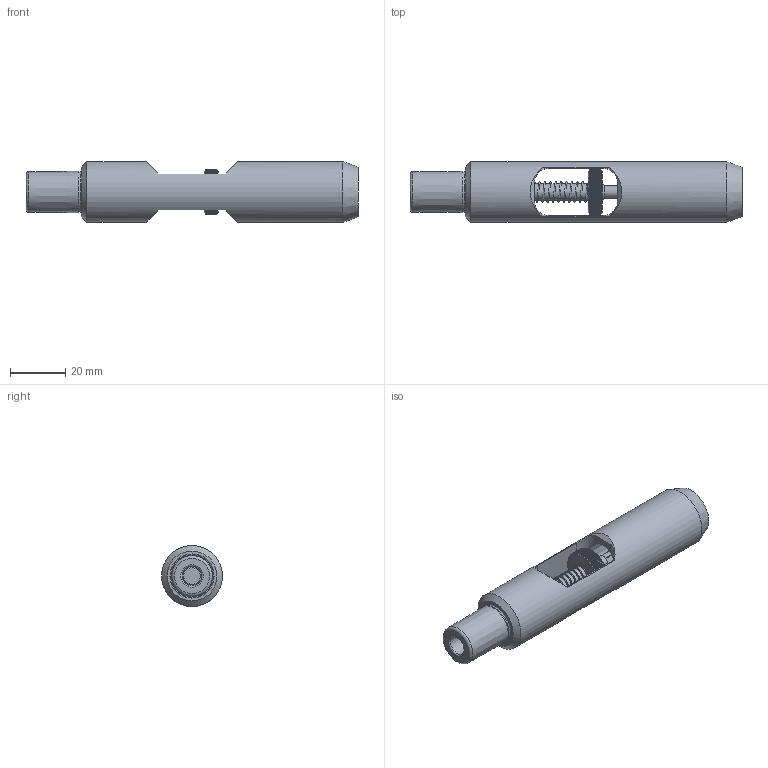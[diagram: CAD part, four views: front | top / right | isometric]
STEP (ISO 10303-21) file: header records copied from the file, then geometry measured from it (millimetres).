
FILE_DESCRIPTION( ( 'Unknown' ), '1' );
FILE_NAME( '761915000-B.stp', 'Unknown', ( 'Unknown' ), ( 'Unknown' ), 'PSStep 15.0.49', 'Unknown', ' ' );
FILE_SCHEMA( ( 'AUTOMOTIVE_DESIGN { 1 0 10303 214 1 1 1 1 }' ) );
Length unit declared in the file: millimetre
Products named in the file (6): Assem1; 0004320; 0007711; 0007744-oa0; 0007697; rw_6_fitted
Assembly tree (5 placements, depth 2):
  Assem1
    0004320
    0007711
    0007744-oa0
    0007697
    rw_6_fitted
Bounding box: 120 x 22 x 22 mm (x, y, z)
Volume: 24078.3 mm3; surface area: 13275.9 mm2
Topology: 5 solids, 5 shells, 517 faces, 1513 edges, 1005 vertices
Faces by surface type: plane 336, cylinder 162, cone 11, torus 7, bspline 1
Full cylindrical faces by diameter (mm): 4.5 x1, 4.917 x1, 6 x3, 6.1 x1, 7.2 x1, 22 x1
Entity records: 22772 total; most frequent: CARTESIAN_POINT 5855, ORIENTED_EDGE 2946, DIRECTION 2272, EDGE_CURVE 1473, VERTEX_POINT 993, AXIS2_PLACEMENT_3D 887, B_SPLINE_CURVE_WITH_KNOTS 610, EDGE_LOOP 552
